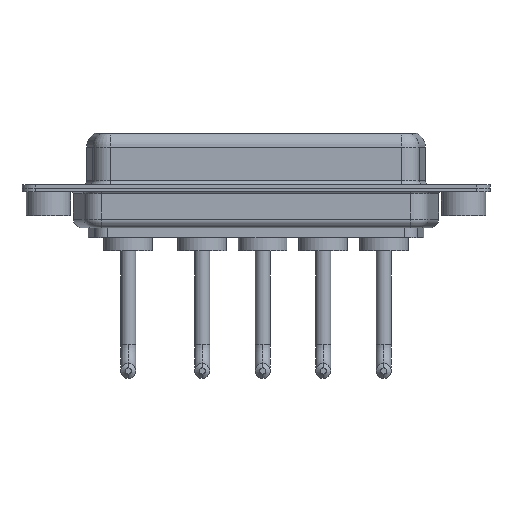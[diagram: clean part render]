
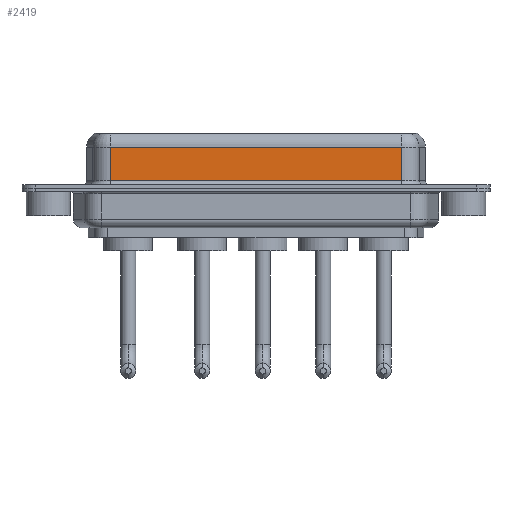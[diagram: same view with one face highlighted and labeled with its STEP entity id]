
A CAD part, front view. The second image highlights one B-rep face of the part: STEP entity #2419.
In plain terms, the highlighted planar face has unit normal (0, -1, 0).
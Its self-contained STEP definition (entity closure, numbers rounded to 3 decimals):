
#273 = DIRECTION ( 'NONE',  ( -1., 0., 0. ) ) ;
#712 = CARTESIAN_POINT ( 'NONE',  ( 7.013, -3.95, 6.4 ) ) ;
#769 = EDGE_CURVE ( 'NONE', #1852, #4785, #2244, .T. ) ;
#1352 = DIRECTION ( 'NONE',  ( 0., 0., 1. ) ) ;
#1614 = DIRECTION ( 'NONE',  ( 1., 0., 0. ) ) ;
#1852 = VERTEX_POINT ( 'NONE', #7621 ) ;
#2244 = LINE ( 'NONE', #4174, #4116 ) ;
#2343 = CARTESIAN_POINT ( 'NONE',  ( 7.013, -3.95, 4.65 ) ) ;
#2419 = ADVANCED_FACE ( 'NONE', ( #6171 ), #12032, .F. ) ;
#2448 = ORIENTED_EDGE ( 'NONE', *, *, #12672, .T. ) ;
#2817 = LINE ( 'NONE', #712, #6376 ) ;
#3093 = EDGE_LOOP ( 'NONE', ( #10240, #4443, #2448, #3871 ) ) ;
#3123 = VERTEX_POINT ( 'NONE', #5386 ) ;
#3207 = CARTESIAN_POINT ( 'NONE',  ( 40.037, -3.95, 6.4 ) ) ;
#3514 = DIRECTION ( 'NONE',  ( 0., 0., -1. ) ) ;
#3538 = CARTESIAN_POINT ( 'NONE',  ( 40.037, -3.95, 0.9 ) ) ;
#3668 = CARTESIAN_POINT ( 'NONE',  ( 7.013, -3.95, 0.9 ) ) ;
#3850 = DIRECTION ( 'NONE',  ( 0., 0., -1. ) ) ;
#3871 = ORIENTED_EDGE ( 'NONE', *, *, #9352, .T. ) ;
#4116 = VECTOR ( 'NONE', #273, 1000. ) ;
#4174 = CARTESIAN_POINT ( 'NONE',  ( 40.037, -3.95, 4.65 ) ) ;
#4438 = LINE ( 'NONE', #3538, #4843 ) ;
#4443 = ORIENTED_EDGE ( 'NONE', *, *, #769, .T. ) ;
#4736 = LINE ( 'NONE', #11629, #12623 ) ;
#4785 = VERTEX_POINT ( 'NONE', #2343 ) ;
#4843 = VECTOR ( 'NONE', #1614, 1000. ) ;
#5386 = CARTESIAN_POINT ( 'NONE',  ( 40.037, -3.95, 0.9 ) ) ;
#5693 = VERTEX_POINT ( 'NONE', #3668 ) ;
#5986 = AXIS2_PLACEMENT_3D ( 'NONE', #3207, #9005, #1352 ) ;
#6171 = FACE_OUTER_BOUND ( 'NONE', #3093, .T. ) ;
#6376 = VECTOR ( 'NONE', #3850, 1000. ) ;
#7621 = CARTESIAN_POINT ( 'NONE',  ( 40.037, -3.95, 4.65 ) ) ;
#8094 = EDGE_CURVE ( 'NONE', #1852, #3123, #4736, .T. ) ;
#9005 = DIRECTION ( 'NONE',  ( 0., 1., 0. ) ) ;
#9352 = EDGE_CURVE ( 'NONE', #5693, #3123, #4438, .T. ) ;
#10240 = ORIENTED_EDGE ( 'NONE', *, *, #8094, .F. ) ;
#11629 = CARTESIAN_POINT ( 'NONE',  ( 40.037, -3.95, 6.4 ) ) ;
#12032 = PLANE ( 'NONE',  #5986 ) ;
#12623 = VECTOR ( 'NONE', #3514, 1000. ) ;
#12672 = EDGE_CURVE ( 'NONE', #4785, #5693, #2817, .T. ) ;
